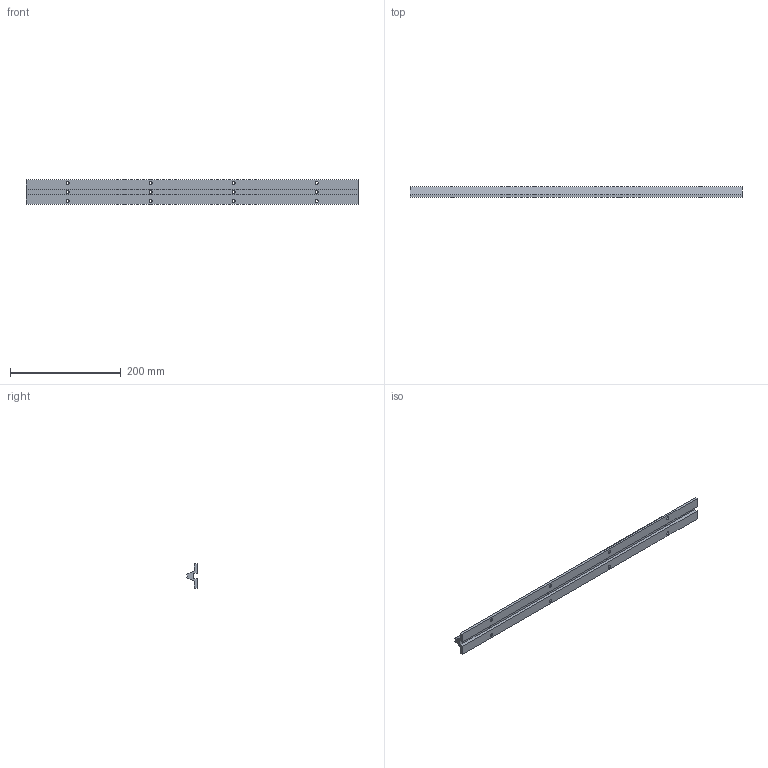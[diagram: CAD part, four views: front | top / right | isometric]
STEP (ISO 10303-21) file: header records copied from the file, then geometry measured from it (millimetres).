
FILE_DESCRIPTION( ( '' ), '1' );
FILE_NAME( 'wum_16_bohrteilung_150_2_03.stp', '2008-04-10T04:43:53', ( '' ), ( '' ), ' ', ' ', ' ' );
FILE_SCHEMA( ( 'CONFIG_CONTROL_DESIGN' ) );
Length unit declared in the file: millimetre
Products named in the file (1): 1
Bounding box: 599.5 x 18.81 x 45 mm (x, y, z)
Volume: 207483.6 mm3; surface area: 79215 mm2
Topology: 1 solids, 1 shells, 43 faces, 127 edges, 82 vertices
Faces by surface type: cylinder 28, plane 15
Entity records: 1545 total; most frequent: DIRECTION 271, ORIENTED_EDGE 254, CARTESIAN_POINT 253, EDGE_CURVE 127, AXIS2_PLACEMENT_3D 100, VERTEX_POINT 82, LINE 71, VECTOR 71
